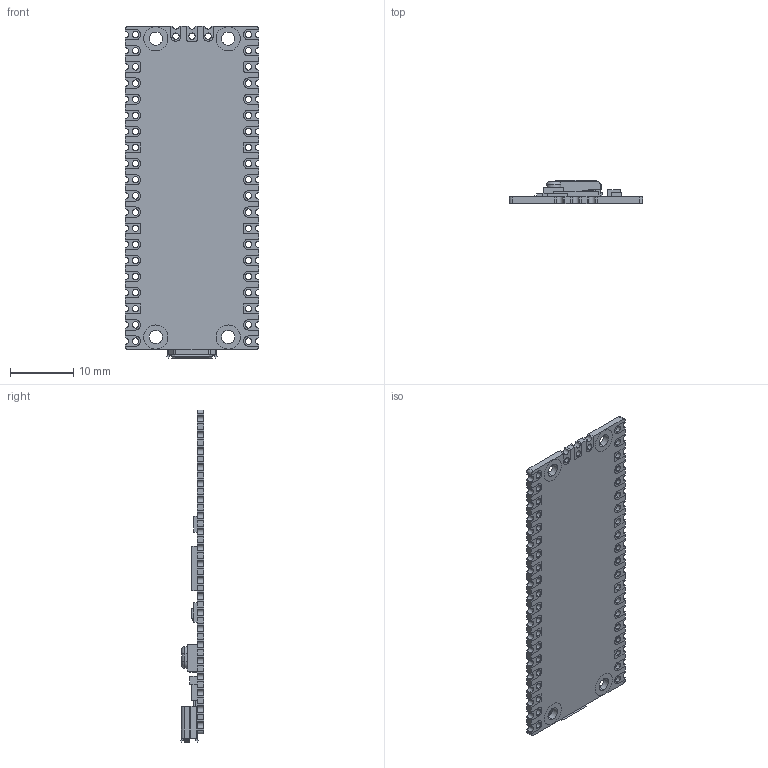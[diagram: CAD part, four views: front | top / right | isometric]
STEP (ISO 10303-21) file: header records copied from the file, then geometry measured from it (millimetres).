
FILE_DESCRIPTION (( 'STEP AP203' ), '1' );
FILE_NAME ('Raspberry Pi Pico 2 3D CAD Model 24 07 24.STEP', '2024-07-24T09:57:33', ( '' ), ( '' ), 'SwSTEP 2.0', 'SolidWorks 2021', '' );
FILE_SCHEMA (( 'CONFIG_CONTROL_DESIGN' ));
Length unit declared in the file: millimetre
Products named in the file (14): PICO_REF_COMP_2; PICO_REF_COMP_1; PICO_REF_SWITCH; PICO_REF_MICROCONTROLLER; Raspberry Pi Pico 2 3D CAD Model 24 07 24; PICO_REF_COMP_7; PICO_REF_BOARD; PICO_REF_INDUCTOR; PICO_REF_COMP_4; PICO_REF_COMP_6; PICO_REF_COMP_5; PICO_REF_LED; PICO_REF_USB; PICO_REF_COMP_3
Assembly tree (14 placements, depth 2):
  Raspberry Pi Pico 2 3D CAD Model 24 07 24
    PICO_REF_BOARD
    PICO_REF_USB
    PICO_REF_SWITCH
    PICO_REF_MICROCONTROLLER
    PICO_REF_LED
    PICO_REF_COMP_1
    PICO_REF_COMP_2
    PICO_REF_COMP_3  x2
    PICO_REF_COMP_4
    PICO_REF_COMP_5
    PICO_REF_COMP_6
    PICO_REF_COMP_7
    PICO_REF_INDUCTOR
Bounding box: 21 x 3.73 x 52.3 mm (x, y, z)
Volume: 1148.1 mm3; surface area: 2905.1 mm2
Topology: 18 solids, 18 shells, 610 faces, 1868 edges, 1304 vertices
Faces by surface type: plane 363, cylinder 245, torus 2
Entity records: 22836 total; most frequent: CARTESIAN_POINT 3773, ORIENTED_EDGE 3712, DIRECTION 3710, EDGE_CURVE 1856, VERTEX_POINT 1296, LINE 1244, VECTOR 1244, AXIS2_PLACEMENT_3D 1233
